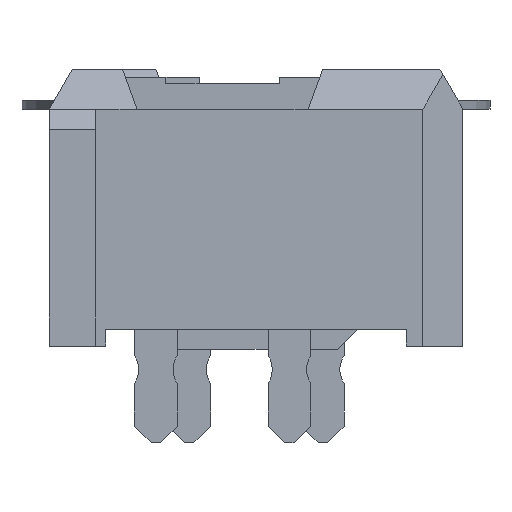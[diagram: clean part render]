
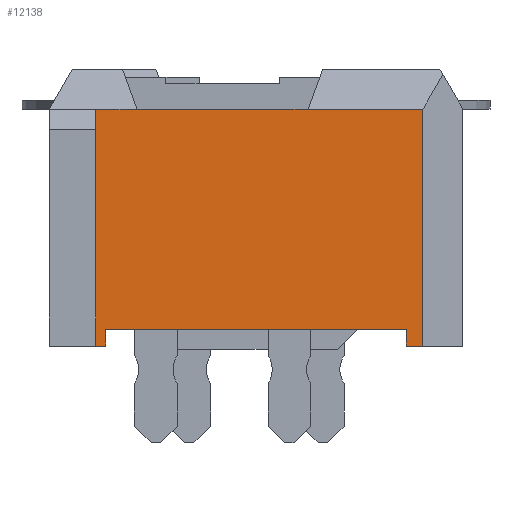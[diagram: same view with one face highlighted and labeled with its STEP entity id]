
A CAD part, left-side view. The second image highlights one B-rep face of the part: STEP entity #12138.
In plain terms, the highlighted planar face has unit normal (-1, 0, 0).
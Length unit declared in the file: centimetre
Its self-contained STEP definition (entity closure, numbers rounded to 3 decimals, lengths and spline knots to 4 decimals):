
#551=FACE_OUTER_BOUND($,#1182,.T.);
#1182=EDGE_LOOP($,(#8940,#8941,#8942,#8943,#8944,#8945,#8946,#8947,#8948,
#8949));
#1866=LINE($,#17188,#3461);
#1875=LINE($,#17207,#3470);
#1989=LINE($,#17434,#3584);
#2007=LINE($,#17469,#3602);
#2023=LINE($,#17499,#3618);
#2187=LINE($,#17822,#3782);
#2193=LINE($,#17835,#3788);
#2211=LINE($,#17873,#3806);
#2213=LINE($,#17878,#3808);
#2215=LINE($,#17882,#3810);
#3461=VECTOR($,#13754,0.062);
#3470=VECTOR($,#13767,0.45);
#3584=VECTOR($,#13883,0.025);
#3602=VECTOR($,#13917,0.025);
#3618=VECTOR($,#13945,0.025);
#3782=VECTOR($,#14329,0.355);
#3788=VECTOR($,#14347,0.256);
#3806=VECTOR($,#14387,0.015);
#3808=VECTOR($,#14395,0.355);
#3810=VECTOR($,#14401,0.172);
#5008=VERTEX_POINT($,#17181);
#5010=VERTEX_POINT($,#17186);
#5017=VERTEX_POINT($,#17204);
#5018=VERTEX_POINT($,#17206);
#5130=VERTEX_POINT($,#17433);
#5139=VERTEX_POINT($,#17467);
#5147=VERTEX_POINT($,#17497);
#5196=VERTEX_POINT($,#17820);
#5197=VERTEX_POINT($,#17834);
#5206=VERTEX_POINT($,#17872);
#6259=EDGE_CURVE($,#5008,#5010,#1866,.T.);
#6268=EDGE_CURVE($,#5018,#5017,#1875,.T.);
#6382=EDGE_CURVE($,#5018,#5130,#1989,.T.);
#6400=EDGE_CURVE($,#5017,#5139,#2007,.T.);
#6416=EDGE_CURVE($,#5139,#5147,#2023,.T.);
#6580=EDGE_CURVE($,#5196,#5147,#2187,.T.);
#6586=EDGE_CURVE($,#5197,#5008,#2193,.T.);
#6604=EDGE_CURVE($,#5206,#5130,#2211,.T.);
#6606=EDGE_CURVE($,#5206,#5010,#2213,.T.);
#6608=EDGE_CURVE($,#5196,#5197,#2215,.T.);
#8940=ORIENTED_EDGE($,*,*,#6608,.T.);
#8941=ORIENTED_EDGE($,*,*,#6586,.T.);
#8942=ORIENTED_EDGE($,*,*,#6259,.T.);
#8943=ORIENTED_EDGE($,*,*,#6606,.F.);
#8944=ORIENTED_EDGE($,*,*,#6604,.T.);
#8945=ORIENTED_EDGE($,*,*,#6382,.F.);
#8946=ORIENTED_EDGE($,*,*,#6268,.T.);
#8947=ORIENTED_EDGE($,*,*,#6400,.T.);
#8948=ORIENTED_EDGE($,*,*,#6416,.T.);
#8949=ORIENTED_EDGE($,*,*,#6580,.F.);
#11631=PLANE($,#12763);
#12138=ADVANCED_FACE($,(#551),#11631,.F.);
#12763=AXIS2_PLACEMENT_3D($,#17881,#14399,#14400);
#13754=DIRECTION($,(0.,1.,0.));
#13767=DIRECTION($,(0.,-1.,0.));
#13883=DIRECTION($,(0.,0.,-1.));
#13917=DIRECTION($,(0.,0.,-1.));
#13945=DIRECTION($,(0.,-1.,0.));
#14329=DIRECTION($,(0.,0.,-1.));
#14347=DIRECTION($,(0.,1.,0.));
#14387=DIRECTION($,(0.,-1.,0.));
#14395=DIRECTION($,(0.,0.,1.));
#14399=DIRECTION('center_axis',(1.,0.,0.));
#14400=DIRECTION('ref_axis',(0.,1.,0.));
#14401=DIRECTION($,(0.,1.,0.));
#17181=CARTESIAN_POINT('',(-0.6825,0.178,0.36));
#17186=CARTESIAN_POINT('',(-0.6825,0.24,0.36));
#17188=CARTESIAN_POINT($,(-0.6825,-0.31,0.36));
#17204=CARTESIAN_POINT('',(-0.6825,-0.225,0.03));
#17206=CARTESIAN_POINT('',(-0.6825,0.225,0.03));
#17207=CARTESIAN_POINT($,(-0.6825,0.225,0.03));
#17433=CARTESIAN_POINT('',(-0.6825,0.225,0.005));
#17434=CARTESIAN_POINT($,(-0.6825,0.225,0.03));
#17467=CARTESIAN_POINT('',(-0.6825,-0.225,0.005));
#17469=CARTESIAN_POINT($,(-0.6825,-0.225,0.03));
#17497=CARTESIAN_POINT('',(-0.6825,-0.25,0.005));
#17499=CARTESIAN_POINT($,(-0.6825,0.31,0.005));
#17820=CARTESIAN_POINT('',(-0.6825,-0.25,0.36));
#17822=CARTESIAN_POINT($,(-0.6825,-0.25,0.42));
#17834=CARTESIAN_POINT('',(-0.6825,-0.078,0.36));
#17835=CARTESIAN_POINT($,(-0.6825,-0.078,0.36));
#17872=CARTESIAN_POINT('',(-0.6825,0.24,0.005));
#17873=CARTESIAN_POINT($,(-0.6825,0.31,0.005));
#17878=CARTESIAN_POINT($,(-0.6825,0.24,0.42));
#17881=CARTESIAN_POINT('Origin',(-0.6825,0.31,0.42));
#17882=CARTESIAN_POINT($,(-0.6825,-0.31,0.36));
